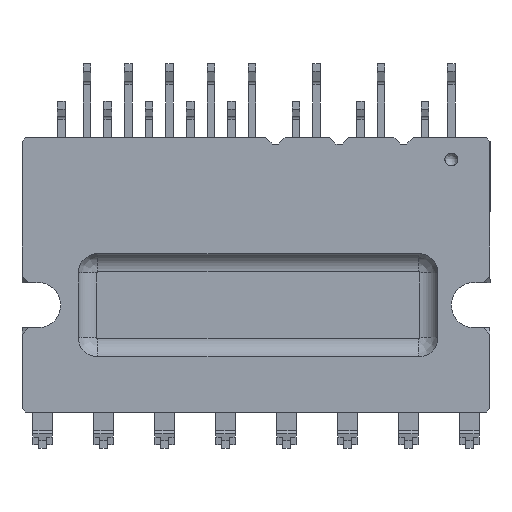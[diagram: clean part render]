
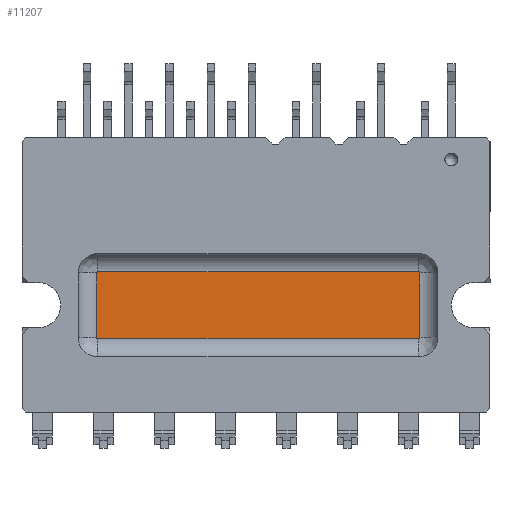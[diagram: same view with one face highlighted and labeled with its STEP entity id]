
A CAD part, front view. The second image highlights one B-rep face of the part: STEP entity #11207.
In plain terms, the highlighted planar face has unit normal (0, -1, 0).
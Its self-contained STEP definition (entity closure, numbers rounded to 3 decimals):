
#16 = B_SPLINE_CURVE_WITH_KNOTS ( 'NONE', 3,
 ( #12507, #10589, #5214, #12713 ),
 .UNSPECIFIED., .F., .F.,
 ( 4, 4 ),
 ( 0., 1. ),
 .UNSPECIFIED. ) ;
#58 = DIRECTION ( 'NONE',  ( 0., 0., -1. ) ) ;
#304 = B_SPLINE_CURVE_WITH_KNOTS ( 'NONE', 3,
 ( #13429, #1765, #818, #7037 ),
 .UNSPECIFIED., .F., .F.,
 ( 4, 4 ),
 ( 0., 1. ),
 .UNSPECIFIED. ) ;
#386 = ORIENTED_EDGE ( 'NONE', *, *, #4974, .T. ) ;
#463 = LINE ( 'NONE', #12978, #6862 ) ;
#597 = EDGE_CURVE ( 'NONE', #929, #6848, #2073, .T. ) ;
#651 = CARTESIAN_POINT ( 'NONE',  ( -31.93, 1., 4.3 ) ) ;
#818 = CARTESIAN_POINT ( 'NONE',  ( -5.453, 1., 5.751 ) ) ;
#929 = VERTEX_POINT ( 'NONE', #7600 ) ;
#1098 = CARTESIAN_POINT ( 'NONE',  ( -5.538, 1., 5.714 ) ) ;
#1208 = CARTESIAN_POINT ( 'NONE',  ( -30.43, 1., 5.714 ) ) ;
#1471 = ORIENTED_EDGE ( 'NONE', *, *, #4916, .T. ) ;
#1765 = CARTESIAN_POINT ( 'NONE',  ( -5.49, 1., 5.715 ) ) ;
#1837 = VERTEX_POINT ( 'NONE', #5502 ) ;
#2073 = LINE ( 'NONE', #6183, #12372 ) ;
#2078 = VECTOR ( 'NONE', #8980, 1000. ) ;
#2290 = PLANE ( 'NONE',  #5962 ) ;
#2605 = CARTESIAN_POINT ( 'NONE',  ( -5.452, 1., 10.8 ) ) ;
#2991 = ORIENTED_EDGE ( 'NONE', *, *, #10509, .T. ) ;
#3228 = VECTOR ( 'NONE', #58, 1000. ) ;
#3654 = ORIENTED_EDGE ( 'NONE', *, *, #9140, .T. ) ;
#4167 = CARTESIAN_POINT ( 'NONE',  ( -30.515, 1., 5.8 ) ) ;
#4286 = CARTESIAN_POINT ( 'NONE',  ( -30.43, 1., 5.714 ) ) ;
#4619 = CARTESIAN_POINT ( 'NONE',  ( -30.478, 1., 5.715 ) ) ;
#4730 = LINE ( 'NONE', #11154, #2078 ) ;
#4916 = EDGE_CURVE ( 'NONE', #6848, #6093, #8947, .T. ) ;
#4958 = DIRECTION ( 'NONE',  ( 0., 0., -1. ) ) ;
#4974 = EDGE_CURVE ( 'NONE', #6093, #7499, #4730, .T. ) ;
#5214 = CARTESIAN_POINT ( 'NONE',  ( -30.515, 1., 10.849 ) ) ;
#5502 = CARTESIAN_POINT ( 'NONE',  ( -30.515, 1., 10.8 ) ) ;
#5541 = DIRECTION ( 'NONE',  ( 1., 0., 0. ) ) ;
#5937 = VERTEX_POINT ( 'NONE', #4286 ) ;
#5962 = AXIS2_PLACEMENT_3D ( 'NONE', #651, #6803, #4958 ) ;
#6093 = VERTEX_POINT ( 'NONE', #12017 ) ;
#6183 = CARTESIAN_POINT ( 'NONE',  ( -5.452, 1., 12.3 ) ) ;
#6762 = ORIENTED_EDGE ( 'NONE', *, *, #597, .T. ) ;
#6803 = DIRECTION ( 'NONE',  ( 0., -1., 0. ) ) ;
#6848 = VERTEX_POINT ( 'NONE', #7596 ) ;
#6862 = VECTOR ( 'NONE', #5541, 1000. ) ;
#7037 = CARTESIAN_POINT ( 'NONE',  ( -5.452, 1., 5.8 ) ) ;
#7499 = VERTEX_POINT ( 'NONE', #8699 ) ;
#7596 = CARTESIAN_POINT ( 'NONE',  ( -5.452, 1., 10.8 ) ) ;
#7600 = CARTESIAN_POINT ( 'NONE',  ( -5.452, 1., 5.8 ) ) ;
#7807 = VERTEX_POINT ( 'NONE', #4167 ) ;
#7898 = EDGE_LOOP ( 'NONE', ( #3654, #2991, #6762, #1471, #386, #13235, #11477, #10788 ) ) ;
#8699 = CARTESIAN_POINT ( 'NONE',  ( -30.43, 1., 10.886 ) ) ;
#8774 = B_SPLINE_CURVE_WITH_KNOTS ( 'NONE', 3,
 ( #10841, #11735, #4619, #1208 ),
 .UNSPECIFIED., .F., .F.,
 ( 4, 4 ),
 ( 0., 1. ),
 .UNSPECIFIED. ) ;
#8798 = EDGE_CURVE ( 'NONE', #7499, #1837, #16, .T. ) ;
#8845 = VERTEX_POINT ( 'NONE', #1098 ) ;
#8907 = CARTESIAN_POINT ( 'NONE',  ( -5.453, 1., 10.848 ) ) ;
#8947 = B_SPLINE_CURVE_WITH_KNOTS ( 'NONE', 3,
 ( #2605, #8907, #12314, #11269 ),
 .UNSPECIFIED., .F., .F.,
 ( 4, 4 ),
 ( 0., 1. ),
 .UNSPECIFIED. ) ;
#8980 = DIRECTION ( 'NONE',  ( -1., 0., 0. ) ) ;
#9140 = EDGE_CURVE ( 'NONE', #5937, #8845, #463, .T. ) ;
#9880 = FACE_OUTER_BOUND ( 'NONE', #7898, .T. ) ;
#10509 = EDGE_CURVE ( 'NONE', #8845, #929, #304, .T. ) ;
#10589 = CARTESIAN_POINT ( 'NONE',  ( -30.477, 1., 10.885 ) ) ;
#10788 = ORIENTED_EDGE ( 'NONE', *, *, #11181, .T. ) ;
#10841 = CARTESIAN_POINT ( 'NONE',  ( -30.515, 1., 5.8 ) ) ;
#11154 = CARTESIAN_POINT ( 'NONE',  ( -31.93, 1., 10.886 ) ) ;
#11181 = EDGE_CURVE ( 'NONE', #7807, #5937, #8774, .T. ) ;
#11207 = ADVANCED_FACE ( 'NONE', ( #9880 ), #2290, .T. ) ;
#11269 = CARTESIAN_POINT ( 'NONE',  ( -5.538, 1., 10.886 ) ) ;
#11477 = ORIENTED_EDGE ( 'NONE', *, *, #12297, .T. ) ;
#11735 = CARTESIAN_POINT ( 'NONE',  ( -30.515, 1., 5.752 ) ) ;
#12017 = CARTESIAN_POINT ( 'NONE',  ( -5.538, 1., 10.886 ) ) ;
#12297 = EDGE_CURVE ( 'NONE', #1837, #7807, #13570, .T. ) ;
#12314 = CARTESIAN_POINT ( 'NONE',  ( -5.489, 1., 10.885 ) ) ;
#12372 = VECTOR ( 'NONE', #12612, 1000. ) ;
#12507 = CARTESIAN_POINT ( 'NONE',  ( -30.43, 1., 10.886 ) ) ;
#12514 = CARTESIAN_POINT ( 'NONE',  ( -30.515, 1., 12.3 ) ) ;
#12612 = DIRECTION ( 'NONE',  ( 0., 0., 1. ) ) ;
#12713 = CARTESIAN_POINT ( 'NONE',  ( -30.515, 1., 10.8 ) ) ;
#12978 = CARTESIAN_POINT ( 'NONE',  ( -31.93, 1., 5.714 ) ) ;
#13235 = ORIENTED_EDGE ( 'NONE', *, *, #8798, .T. ) ;
#13429 = CARTESIAN_POINT ( 'NONE',  ( -5.538, 1., 5.714 ) ) ;
#13570 = LINE ( 'NONE', #12514, #3228 ) ;
